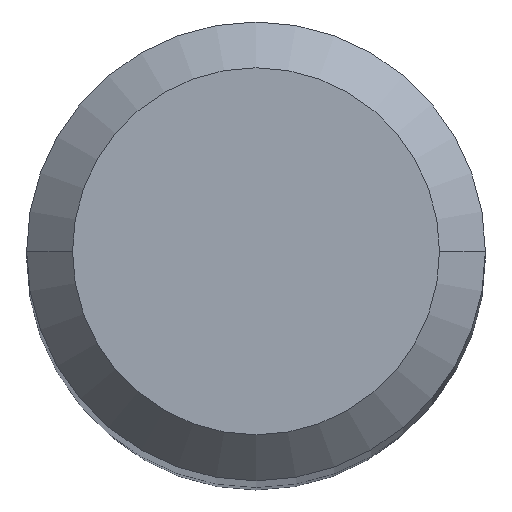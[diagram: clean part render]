
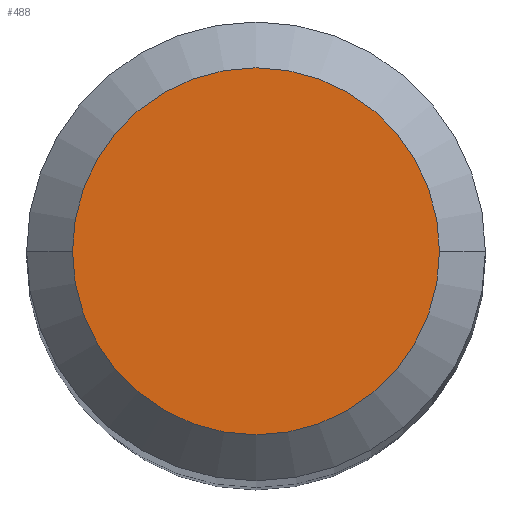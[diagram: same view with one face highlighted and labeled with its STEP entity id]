
A CAD part, top view. The second image highlights one B-rep face of the part: STEP entity #488.
In plain terms, the highlighted planar face has unit normal (0, 0, 1).
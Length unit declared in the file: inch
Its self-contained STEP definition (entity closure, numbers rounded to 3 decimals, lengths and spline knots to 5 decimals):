
#3 = DIRECTION ( 'NONE',  ( 0., 0., 1. ) ) ;
#24 = FACE_OUTER_BOUND ( 'NONE', #370, .T. ) ;
#77 = AXIS2_PLACEMENT_3D ( 'NONE', #120, #397, #175 ) ;
#81 = CARTESIAN_POINT ( 'NONE',  ( -0.063, 0., 0. ) ) ;
#98 = CIRCLE ( 'NONE', #77, 0.063 ) ;
#116 = CARTESIAN_POINT ( 'NONE',  ( 0., 0., 0. ) ) ;
#120 = CARTESIAN_POINT ( 'NONE',  ( 0., 0., 0. ) ) ;
#160 = EDGE_CURVE ( 'NONE', #444, #403, #389, .T. ) ;
#174 = ORIENTED_EDGE ( 'NONE', *, *, #160, .T. ) ;
#175 = DIRECTION ( 'NONE',  ( 1., 0., 0. ) ) ;
#185 = DIRECTION ( 'NONE',  ( 0., 0., -1. ) ) ;
#194 = DIRECTION ( 'NONE',  ( 1., 0., 0. ) ) ;
#199 = AXIS2_PLACEMENT_3D ( 'NONE', #116, #3, #194 ) ;
#205 = EDGE_CURVE ( 'NONE', #403, #444, #98, .T. ) ;
#259 = AXIS2_PLACEMENT_3D ( 'NONE', #335, #185, #375 ) ;
#287 = CARTESIAN_POINT ( 'NONE',  ( 0.063, 0., 0. ) ) ;
#335 = CARTESIAN_POINT ( 'NONE',  ( 0., 0., 0. ) ) ;
#370 = EDGE_LOOP ( 'NONE', ( #454, #174 ) ) ;
#375 = DIRECTION ( 'NONE',  ( -1., 0., 0. ) ) ;
#389 = CIRCLE ( 'NONE', #199, 0.063 ) ;
#397 = DIRECTION ( 'NONE',  ( 0., 0., 1. ) ) ;
#403 = VERTEX_POINT ( 'NONE', #81 ) ;
#444 = VERTEX_POINT ( 'NONE', #287 ) ;
#454 = ORIENTED_EDGE ( 'NONE', *, *, #205, .T. ) ;
#482 = PLANE ( 'NONE',  #259 ) ;
#488 = ADVANCED_FACE ( 'NONE', ( #24 ), #482, .F. ) ;
